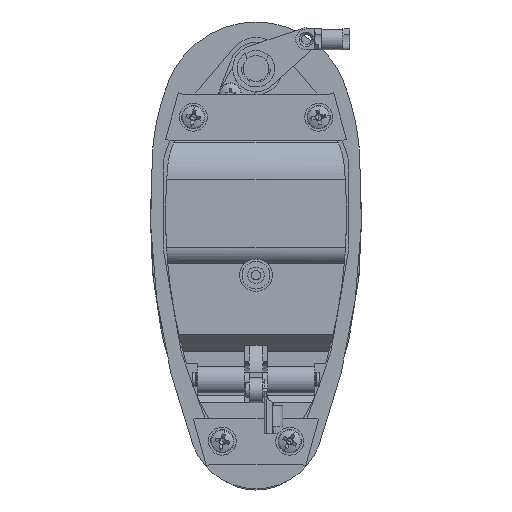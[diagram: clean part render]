
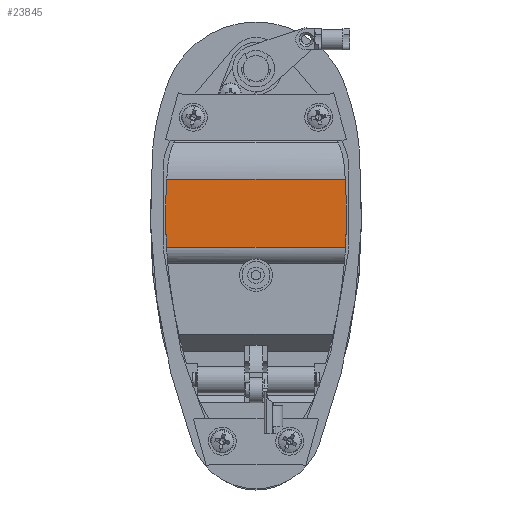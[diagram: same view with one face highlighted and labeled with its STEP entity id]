
A CAD part, front view. The second image highlights one B-rep face of the part: STEP entity #23845.
In plain terms, the highlighted planar face has unit normal (0, -1, 0).
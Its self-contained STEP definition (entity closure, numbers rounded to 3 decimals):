
#1292 = EDGE_CURVE ( 'NONE', #19928, #16590, #1525, .T. ) ;
#1297 = VECTOR ( 'NONE', #1633, 1000. ) ;
#1525 = CIRCLE ( 'NONE', #13159, 232.5 ) ;
#1633 = DIRECTION ( 'NONE',  ( -1., 0., 0. ) ) ;
#2401 = AXIS2_PLACEMENT_3D ( 'NONE', #18424, #20328, #16816 ) ;
#2565 = VECTOR ( 'NONE', #21901, 1000. ) ;
#3155 = PLANE ( 'NONE',  #2401 ) ;
#3613 = CARTESIAN_POINT ( 'NONE',  ( -38.529, 0., 57. ) ) ;
#3738 = EDGE_CURVE ( 'NONE', #16590, #4825, #20728, .T. ) ;
#4825 = VERTEX_POINT ( 'NONE', #3613 ) ;
#5814 = AXIS2_PLACEMENT_3D ( 'NONE', #14803, #12795, #18718 ) ;
#5993 = ORIENTED_EDGE ( 'NONE', *, *, #1292, .F. ) ;
#6486 = CIRCLE ( 'NONE', #5814, 232.5 ) ;
#7116 = DIRECTION ( 'NONE',  ( 0., 1., 0. ) ) ;
#8243 = CARTESIAN_POINT ( 'NONE',  ( -50., 0., 86.3 ) ) ;
#8575 = LINE ( 'NONE', #8243, #2565 ) ;
#9119 = ORIENTED_EDGE ( 'NONE', *, *, #16309, .F. ) ;
#9999 = CARTESIAN_POINT ( 'NONE',  ( -38.429, 0., 86.3 ) ) ;
#10080 = CARTESIAN_POINT ( 'NONE',  ( 38.429, 0., 86.3 ) ) ;
#12776 = ORIENTED_EDGE ( 'NONE', *, *, #20666, .F. ) ;
#12795 = DIRECTION ( 'NONE',  ( 0., 1., 0. ) ) ;
#13159 = AXIS2_PLACEMENT_3D ( 'NONE', #14827, #7116, #16905 ) ;
#14619 = ORIENTED_EDGE ( 'NONE', *, *, #3738, .F. ) ;
#14803 = CARTESIAN_POINT ( 'NONE',  ( 193.557, 0., 70.862 ) ) ;
#14827 = CARTESIAN_POINT ( 'NONE',  ( -193.557, 0., 70.862 ) ) ;
#15268 = VERTEX_POINT ( 'NONE', #9999 ) ;
#16309 = EDGE_CURVE ( 'NONE', #4825, #15268, #6486, .T. ) ;
#16441 = EDGE_LOOP ( 'NONE', ( #5993, #12776, #9119, #14619 ) ) ;
#16590 = VERTEX_POINT ( 'NONE', #23912 ) ;
#16816 = DIRECTION ( 'NONE',  ( 0., 0., -1. ) ) ;
#16863 = CARTESIAN_POINT ( 'NONE',  ( -50., 0., 57. ) ) ;
#16905 = DIRECTION ( 'NONE',  ( 0., 0., -1. ) ) ;
#18424 = CARTESIAN_POINT ( 'NONE',  ( -94.053, 0., 90.59 ) ) ;
#18718 = DIRECTION ( 'NONE',  ( 0., 0., 1. ) ) ;
#19928 = VERTEX_POINT ( 'NONE', #10080 ) ;
#20328 = DIRECTION ( 'NONE',  ( 0., -1., 0. ) ) ;
#20666 = EDGE_CURVE ( 'NONE', #15268, #19928, #8575, .T. ) ;
#20728 = LINE ( 'NONE', #16863, #1297 ) ;
#21901 = DIRECTION ( 'NONE',  ( 1., 0., 0. ) ) ;
#23845 = ADVANCED_FACE ( 'NONE', ( #24337 ), #3155, .T. ) ;
#23912 = CARTESIAN_POINT ( 'NONE',  ( 38.529, 0., 57. ) ) ;
#24337 = FACE_OUTER_BOUND ( 'NONE', #16441, .T. ) ;
